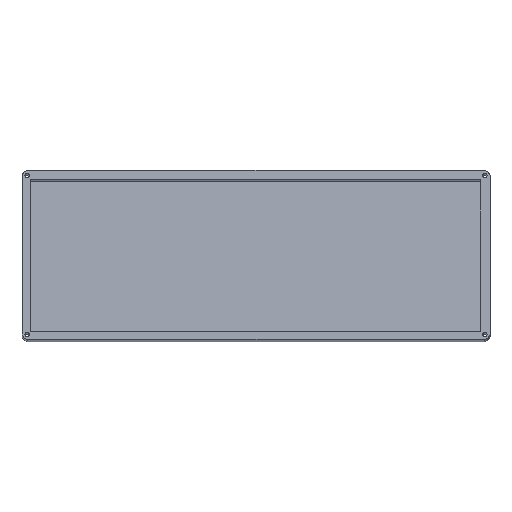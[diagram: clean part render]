
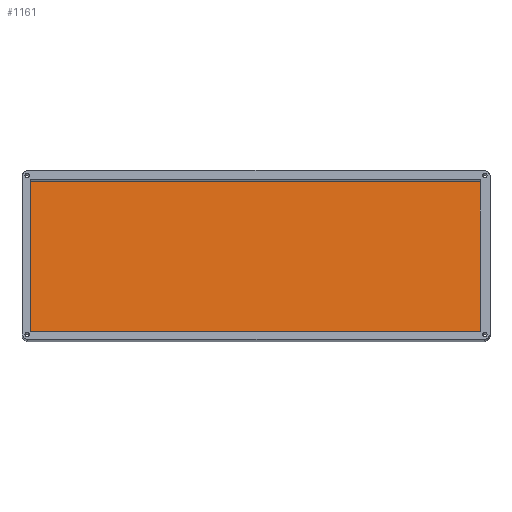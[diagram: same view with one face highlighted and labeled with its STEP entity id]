
A CAD part, top view. The second image highlights one B-rep face of the part: STEP entity #1161.
In plain terms, the highlighted planar face has unit normal (0, 0.104, 0.995).
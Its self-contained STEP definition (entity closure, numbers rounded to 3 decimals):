
#611 = VERTEX_POINT('',#612);
#612 = CARTESIAN_POINT('',(6.5,126.539,7.746));
#618 = EDGE_CURVE('',#619,#611,#621,.T.);
#619 = VERTEX_POINT('',#620);
#620 = CARTESIAN_POINT('',(361.5,126.539,7.746));
#621 = LINE('',#622,#623);
#622 = CARTESIAN_POINT('',(361.5,126.539,7.746));
#623 = VECTOR('',#624,1.);
#624 = DIRECTION('',(-1.,0.,0.));
#642 = EDGE_CURVE('',#611,#643,#645,.T.);
#643 = VERTEX_POINT('',#644);
#644 = CARTESIAN_POINT('',(6.5,7.196,20.289));
#645 = LINE('',#646,#647);
#646 = CARTESIAN_POINT('',(6.5,126.539,7.746));
#647 = VECTOR('',#648,1.);
#648 = DIRECTION('',(0.,-0.995,0.105)
  );
#700 = EDGE_CURVE('',#619,#701,#703,.T.);
#701 = VERTEX_POINT('',#702);
#702 = CARTESIAN_POINT('',(361.5,7.196,20.289));
#703 = LINE('',#704,#705);
#704 = CARTESIAN_POINT('',(361.5,126.539,7.746));
#705 = VECTOR('',#706,1.);
#706 = DIRECTION('',(0.,-0.995,0.105)
  );
#724 = EDGE_CURVE('',#701,#643,#725,.T.);
#725 = LINE('',#726,#727);
#726 = CARTESIAN_POINT('',(361.5,7.196,20.289));
#727 = VECTOR('',#728,1.);
#728 = DIRECTION('',(-1.,0.,0.));
#1161 = ADVANCED_FACE('',(#1162),#1168,.T.);
#1162 = FACE_BOUND('',#1163,.T.);
#1163 = EDGE_LOOP('',(#1164,#1165,#1166,#1167));
#1164 = ORIENTED_EDGE('',*,*,#700,.F.);
#1165 = ORIENTED_EDGE('',*,*,#618,.T.);
#1166 = ORIENTED_EDGE('',*,*,#642,.T.);
#1167 = ORIENTED_EDGE('',*,*,#724,.F.);
#1168 = PLANE('',#1169);
#1169 = AXIS2_PLACEMENT_3D('',#1170,#1171,#1172);
#1170 = CARTESIAN_POINT('',(361.5,126.539,7.746));
#1171 = DIRECTION('',(0.,0.105,0.995)
  );
#1172 = DIRECTION('',(-1.,0.,0.));
